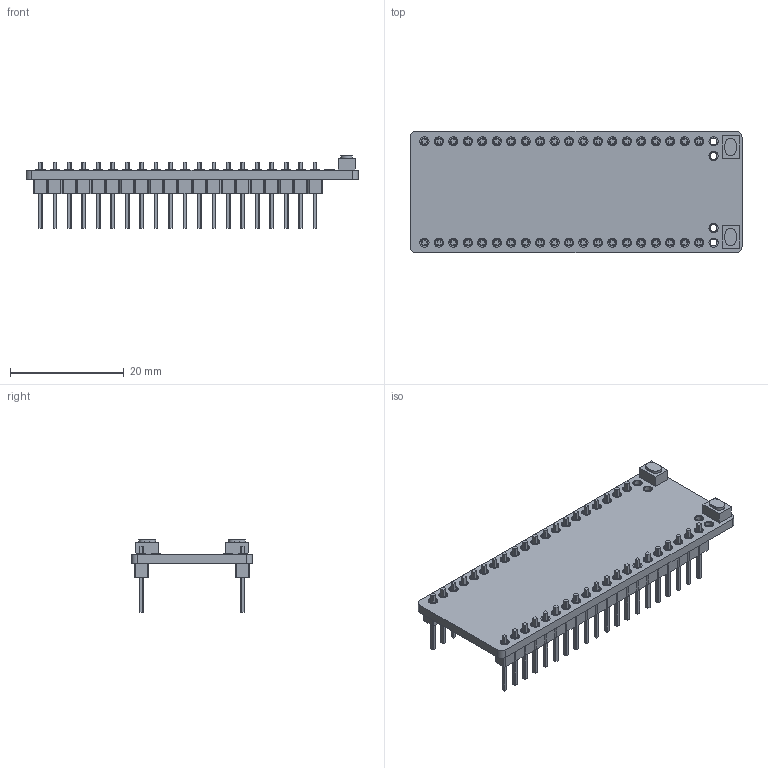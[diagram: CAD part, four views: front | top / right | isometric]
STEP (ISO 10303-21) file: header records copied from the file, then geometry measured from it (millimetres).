
FILE_DESCRIPTION(('Open CASCADE Model'),'2;1');
FILE_NAME('Open CASCADE Shape Model','2024-01-13T13:08:06',('Author'),( 'Open CASCADE'),'Open CASCADE STEP processor 7.7','Open CASCADE 7.7' ,'Unknown');
FILE_SCHEMA(('AUTOMOTIVE_DESIGN { 1 0 10303 214 1 1 1 1 }'));
Length unit declared in the file: millimetre
Products named in the file (221): 5a7f6c05-b1c9-11ee-a258-ec79494f248b; 5a7f6c06-b1c9-11ee-869b-ec79494f248b; 5a7f6c06-b1c9-11ee-869b-ec79494f248b_part; pin(-26.630000000000003, -8.89); 5a7c7297-b1c9-11ee-b9eb-ec79494f248b; 5a7c7297-b1c9-11ee-b9eb-ec79494f248b_part; 5a7c7298-b1c9-11ee-b924-ec79494f248b; 5a7c7298-b1c9-11ee-b924-ec79494f248b_part; pin(-24.090000000000003, -8.89); pin(-21.550000000000004, -8.89); pin(-19.01, -8.89); pin(-16.470000000000002, -8.89); pin(-13.930000000000003, -8.89); pin(-11.390000000000002, -8.89); pin(-8.850000000000001, -8.89); pin(-6.310000000000002, -8.89); pin(-3.770000000000003, -8.89); pin(-1.230000000000004, -8.89); pin(1.3099999999999987, -8.89); pin(3.849999999999998, -8.89); pin(6.390000000000001, -8.89); pin(8.93, -8.89); pin(11.469999999999999, -8.89); pin(14.009999999999998, -8.89); pin(16.549999999999997, -8.89); pin(19.089999999999996, -8.89); pin(21.629999999999995, -8.89); pin(-26.630000000000003, 8.89); pin(-24.090000000000003, 8.89); pin(-21.550000000000004, 8.89); pin(-19.01, 8.89); pin(-16.470000000000002, 8.89); pin(-13.930000000000003, 8.89); pin(-11.390000000000002, 8.89); pin(-8.850000000000001, 8.89); pin(-6.310000000000002, 8.89); pin(-3.770000000000003, 8.89); pin(-1.230000000000004, 8.89); pin(1.3099999999999987, 8.89); pin(3.849999999999998, 8.89) ...
Assembly tree (300 placements, depth 4):
  5a7f6c05-b1c9-11ee-a258-ec79494f248b
    5a7f6c06-b1c9-11ee-869b-ec79494f248b
      5a7f6c06-b1c9-11ee-869b-ec79494f248b_part
    pin(-26.630000000000003, -8.89)
      5a7c7297-b1c9-11ee-b9eb-ec79494f248b
        5a7c7297-b1c9-11ee-b9eb-ec79494f248b_part
      5a7c7298-b1c9-11ee-b924-ec79494f248b
        5a7c7298-b1c9-11ee-b924-ec79494f248b_part
    pin(-24.090000000000003, -8.89)
      5a7c7297-b1c9-11ee-b9eb-ec79494f248b
        5a7c7297-b1c9-11ee-b9eb-ec79494f248b_part
      5a7c7298-b1c9-11ee-b924-ec79494f248b
        5a7c7298-b1c9-11ee-b924-ec79494f248b_part
    pin(-21.550000000000004, -8.89)
      5a7c7297-b1c9-11ee-b9eb-ec79494f248b
        5a7c7297-b1c9-11ee-b9eb-ec79494f248b_part
      5a7c7298-b1c9-11ee-b924-ec79494f248b
        5a7c7298-b1c9-11ee-b924-ec79494f248b_part
    pin(-19.01, -8.89)
      5a7c7297-b1c9-11ee-b9eb-ec79494f248b
        5a7c7297-b1c9-11ee-b9eb-ec79494f248b_part
      5a7c7298-b1c9-11ee-b924-ec79494f248b
        5a7c7298-b1c9-11ee-b924-ec79494f248b_part
    pin(-16.470000000000002, -8.89)
      5a7c7297-b1c9-11ee-b9eb-ec79494f248b
        5a7c7297-b1c9-11ee-b9eb-ec79494f248b_part
      5a7c7298-b1c9-11ee-b924-ec79494f248b
        5a7c7298-b1c9-11ee-b924-ec79494f248b_part
    pin(-13.930000000000003, -8.89)
      5a7c7297-b1c9-11ee-b9eb-ec79494f248b
        5a7c7297-b1c9-11ee-b9eb-ec79494f248b_part
      5a7c7298-b1c9-11ee-b924-ec79494f248b
        5a7c7298-b1c9-11ee-b924-ec79494f248b_part
    pin(-11.390000000000002, -8.89)
      5a7c7297-b1c9-11ee-b9eb-ec79494f248b
        5a7c7297-b1c9-11ee-b9eb-ec79494f248b_part
      5a7c7298-b1c9-11ee-b924-ec79494f248b
        5a7c7298-b1c9-11ee-b924-ec79494f248b_part
    pin(-8.850000000000001, -8.89)
      5a7c7297-b1c9-11ee-b9eb-ec79494f248b
        5a7c7297-b1c9-11ee-b9eb-ec79494f248b_part
      5a7c7298-b1c9-11ee-b924-ec79494f248b
        5a7c7298-b1c9-11ee-b924-ec79494f248b_part
    pin(-6.310000000000002, -8.89)
      5a7c7297-b1c9-11ee-b9eb-ec79494f248b
        5a7c7297-b1c9-11ee-b9eb-ec79494f248b_part
      5a7c7298-b1c9-11ee-b924-ec79494f248b
        5a7c7298-b1c9-11ee-b924-ec79494f248b_part
    pin(-3.770000000000003, -8.89)
      5a7c7297-b1c9-11ee-b9eb-ec79494f248b
        5a7c7297-b1c9-11ee-b9eb-ec79494f248b_part
      5a7c7298-b1c9-11ee-b924-ec79494f248b
        5a7c7298-b1c9-11ee-b924-ec79494f248b_part
    pin(-1.230000000000004, -8.89)
      5a7c7297-b1c9-11ee-b9eb-ec79494f248b
        5a7c7297-b1c9-11ee-b9eb-ec79494f248b_part
      5a7c7298-b1c9-11ee-b924-ec79494f248b
        5a7c7298-b1c9-11ee-b924-ec79494f248b_part
    pin(1.3099999999999987, -8.89)
      5a7c7297-b1c9-11ee-b9eb-ec79494f248b
Bounding box: 58.34 x 21.29 x 12.72 mm (x, y, z)
Volume: 2796.9 mm3; surface area: 6424.4 mm2
Topology: 129 solids, 129 shells, 1054 faces, 2388 edges, 1592 vertices
Faces by surface type: plane 914, cylinder 140
Full cylindrical faces by diameter (mm): 1.2 x44, 1.6 x88
Entity records: 18602 total; most frequent: CARTESIAN_POINT 2907, DIRECTION 2788, ORIENTED_EDGE 984, PCURVE 984, DEFINITIONAL_REPRESENTATION 984, LINE 924, VECTOR 924, AXIS2_PLACEMENT_3D 839
